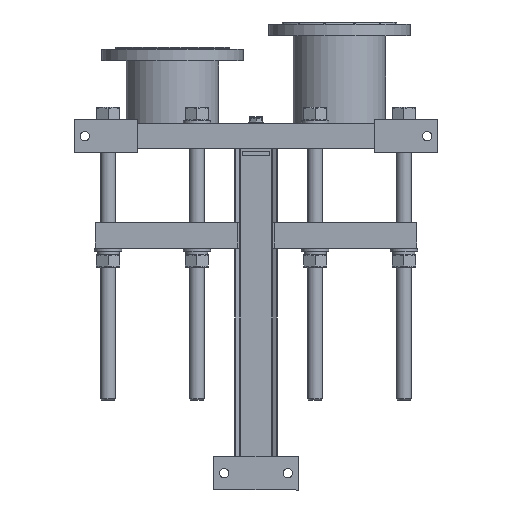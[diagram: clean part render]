
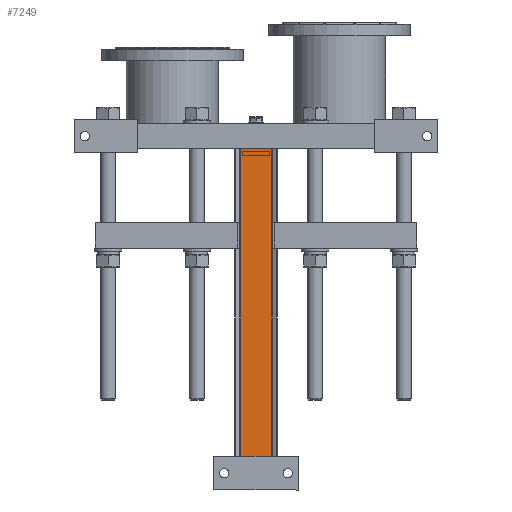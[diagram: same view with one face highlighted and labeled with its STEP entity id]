
A CAD part, front view. The second image highlights one B-rep face of the part: STEP entity #7249.
In plain terms, the highlighted planar face has unit normal (0, -1, 0).
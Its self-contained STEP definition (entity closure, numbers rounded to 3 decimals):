
#7249=ADVANCED_FACE('',(#10897),#10899,.T.);
#10897=FACE_BOUND('',#10898,.T.);
#10898=EDGE_LOOP('',(#13349,#13350,#13351,#13352));
#10899=PLANE('',#10900);
#10900=AXIS2_PLACEMENT_3D('',#10901,#10902,#10903);
#10901=CARTESIAN_POINT('',(0.,0.,0.));
#10902=DIRECTION('',(0.,-1.,0.));
#10903=DIRECTION('',(1.,0.,0.));
#13349=ORIENTED_EDGE('',*,*,#14504,.T.);
#13350=ORIENTED_EDGE('',*,*,#14524,.T.);
#13351=ORIENTED_EDGE('',*,*,#14515,.F.);
#13352=ORIENTED_EDGE('',*,*,#14525,.F.);
#14504=EDGE_CURVE('',#15823,#15824,#15825,.T.);
#14515=EDGE_CURVE('',#15844,#15839,#15846,.T.);
#14524=EDGE_CURVE('',#15824,#15839,#15859,.T.);
#14525=EDGE_CURVE('',#15823,#15844,#15860,.T.);
#15823=VERTEX_POINT('',#20002);
#15824=VERTEX_POINT('',#20003);
#15825=LINE('',#20004,#20005);
#15839=VERTEX_POINT('',#20034);
#15844=VERTEX_POINT('',#20043);
#15846=LINE('',#20047,#20048);
#15859=LINE('',#20078,#20079);
#15860=LINE('',#20081,#20082);
#20002=CARTESIAN_POINT('',(0.,0.,0.));
#20003=CARTESIAN_POINT('',(80.,0.,0.));
#20004=CARTESIAN_POINT('',(0.,0.,0.));
#20005=VECTOR('',#20006,1.);
#20006=DIRECTION('',(1.,0.,0.));
#20034=CARTESIAN_POINT('',(80.,0.,745.));
#20043=CARTESIAN_POINT('',(0.,0.,745.));
#20047=CARTESIAN_POINT('',(0.,0.,745.));
#20048=VECTOR('',#20049,1.);
#20049=DIRECTION('',(1.,0.,0.));
#20078=CARTESIAN_POINT('',(80.,0.,0.));
#20079=VECTOR('',#20080,1.);
#20080=DIRECTION('',(0.,0.,1.));
#20081=CARTESIAN_POINT('',(0.,0.,0.));
#20082=VECTOR('',#20083,1.);
#20083=DIRECTION('',(0.,0.,1.));
